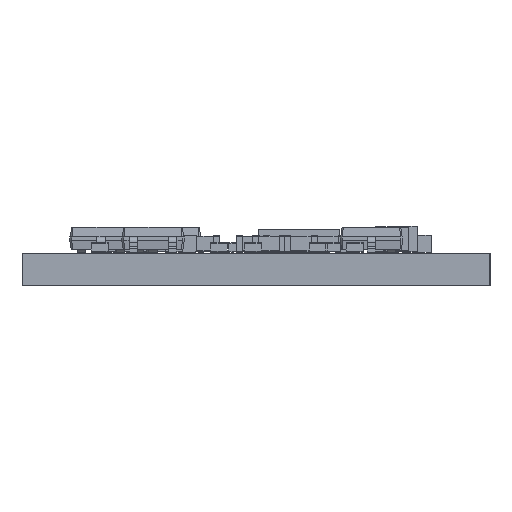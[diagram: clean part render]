
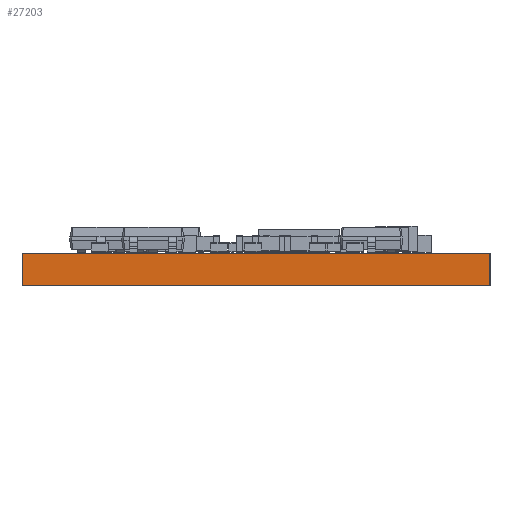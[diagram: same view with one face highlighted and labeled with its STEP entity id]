
A CAD part, left-side view. The second image highlights one B-rep face of the part: STEP entity #27203.
In plain terms, the highlighted planar face has unit normal (-1, 0, 0).
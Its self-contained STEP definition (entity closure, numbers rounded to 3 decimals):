
#27022 = PLANE('',#27023);
#27023 = AXIS2_PLACEMENT_3D('',#27024,#27025,#27026);
#27024 = CARTESIAN_POINT('',(32.5,0.,0.));
#27025 = DIRECTION('',(0.,-1.,0.));
#27026 = DIRECTION('',(-1.,0.,0.));
#27047 = VERTEX_POINT('',#27048);
#27048 = CARTESIAN_POINT('',(0.,0.,1.58));
#27062 = PLANE('',#27063);
#27063 = AXIS2_PLACEMENT_3D('',#27064,#27065,#27066);
#27064 = CARTESIAN_POINT('',(16.25,11.25,1.58));
#27065 = DIRECTION('',(-0.,-0.,-1.));
#27066 = DIRECTION('',(-1.,0.,0.));
#27074 = EDGE_CURVE('',#27075,#27047,#27077,.T.);
#27075 = VERTEX_POINT('',#27076);
#27076 = CARTESIAN_POINT('',(0.,-0.,0.));
#27077 = SURFACE_CURVE('',#27078,(#27082,#27089),.PCURVE_S1.);
#27078 = LINE('',#27079,#27080);
#27079 = CARTESIAN_POINT('',(0.,-0.,0.));
#27080 = VECTOR('',#27081,1.);
#27081 = DIRECTION('',(0.,0.,1.));
#27082 = PCURVE('',#27022,#27083);
#27083 = DEFINITIONAL_REPRESENTATION('',(#27084),#27088);
#27084 = LINE('',#27085,#27086);
#27085 = CARTESIAN_POINT('',(32.5,0.));
#27086 = VECTOR('',#27087,1.);
#27087 = DIRECTION('',(0.,-1.));
#27088 = ( GEOMETRIC_REPRESENTATION_CONTEXT(2) 
PARAMETRIC_REPRESENTATION_CONTEXT() REPRESENTATION_CONTEXT('2D SPACE',''
  ) );
#27089 = PCURVE('',#27090,#27095);
#27090 = PLANE('',#27091);
#27091 = AXIS2_PLACEMENT_3D('',#27092,#27093,#27094);
#27092 = CARTESIAN_POINT('',(0.,0.,0.));
#27093 = DIRECTION('',(-1.,0.,0.));
#27094 = DIRECTION('',(0.,1.,0.));
#27095 = DEFINITIONAL_REPRESENTATION('',(#27096),#27100);
#27096 = LINE('',#27097,#27098);
#27097 = CARTESIAN_POINT('',(0.,0.));
#27098 = VECTOR('',#27099,1.);
#27099 = DIRECTION('',(0.,-1.));
#27100 = ( GEOMETRIC_REPRESENTATION_CONTEXT(2) 
PARAMETRIC_REPRESENTATION_CONTEXT() REPRESENTATION_CONTEXT('2D SPACE',''
  ) );
#27116 = PLANE('',#27117);
#27117 = AXIS2_PLACEMENT_3D('',#27118,#27119,#27120);
#27118 = CARTESIAN_POINT('',(16.25,11.25,0.));
#27119 = DIRECTION('',(-0.,-0.,-1.));
#27120 = DIRECTION('',(-1.,0.,0.));
#27149 = PLANE('',#27150);
#27150 = AXIS2_PLACEMENT_3D('',#27151,#27152,#27153);
#27151 = CARTESIAN_POINT('',(0.,22.5,0.));
#27152 = DIRECTION('',(0.,1.,0.));
#27153 = DIRECTION('',(1.,0.,0.));
#27203 = ADVANCED_FACE('',(#27204),#27090,.T.);
#27204 = FACE_BOUND('',#27205,.T.);
#27205 = EDGE_LOOP('',(#27206,#27207,#27230,#27253));
#27206 = ORIENTED_EDGE('',*,*,#27074,.T.);
#27207 = ORIENTED_EDGE('',*,*,#27208,.T.);
#27208 = EDGE_CURVE('',#27047,#27209,#27211,.T.);
#27209 = VERTEX_POINT('',#27210);
#27210 = CARTESIAN_POINT('',(0.,22.5,1.58));
#27211 = SURFACE_CURVE('',#27212,(#27216,#27223),.PCURVE_S1.);
#27212 = LINE('',#27213,#27214);
#27213 = CARTESIAN_POINT('',(0.,0.,1.58));
#27214 = VECTOR('',#27215,1.);
#27215 = DIRECTION('',(0.,1.,0.));
#27216 = PCURVE('',#27090,#27217);
#27217 = DEFINITIONAL_REPRESENTATION('',(#27218),#27222);
#27218 = LINE('',#27219,#27220);
#27219 = CARTESIAN_POINT('',(0.,-1.58));
#27220 = VECTOR('',#27221,1.);
#27221 = DIRECTION('',(1.,0.));
#27222 = ( GEOMETRIC_REPRESENTATION_CONTEXT(2) 
PARAMETRIC_REPRESENTATION_CONTEXT() REPRESENTATION_CONTEXT('2D SPACE',''
  ) );
#27223 = PCURVE('',#27062,#27224);
#27224 = DEFINITIONAL_REPRESENTATION('',(#27225),#27229);
#27225 = LINE('',#27226,#27227);
#27226 = CARTESIAN_POINT('',(16.25,-11.25));
#27227 = VECTOR('',#27228,1.);
#27228 = DIRECTION('',(0.,1.));
#27229 = ( GEOMETRIC_REPRESENTATION_CONTEXT(2) 
PARAMETRIC_REPRESENTATION_CONTEXT() REPRESENTATION_CONTEXT('2D SPACE',''
  ) );
#27230 = ORIENTED_EDGE('',*,*,#27231,.F.);
#27231 = EDGE_CURVE('',#27232,#27209,#27234,.T.);
#27232 = VERTEX_POINT('',#27233);
#27233 = CARTESIAN_POINT('',(0.,22.5,0.));
#27234 = SURFACE_CURVE('',#27235,(#27239,#27246),.PCURVE_S1.);
#27235 = LINE('',#27236,#27237);
#27236 = CARTESIAN_POINT('',(0.,22.5,0.));
#27237 = VECTOR('',#27238,1.);
#27238 = DIRECTION('',(0.,0.,1.));
#27239 = PCURVE('',#27090,#27240);
#27240 = DEFINITIONAL_REPRESENTATION('',(#27241),#27245);
#27241 = LINE('',#27242,#27243);
#27242 = CARTESIAN_POINT('',(22.5,0.));
#27243 = VECTOR('',#27244,1.);
#27244 = DIRECTION('',(0.,-1.));
#27245 = ( GEOMETRIC_REPRESENTATION_CONTEXT(2) 
PARAMETRIC_REPRESENTATION_CONTEXT() REPRESENTATION_CONTEXT('2D SPACE',''
  ) );
#27246 = PCURVE('',#27149,#27247);
#27247 = DEFINITIONAL_REPRESENTATION('',(#27248),#27252);
#27248 = LINE('',#27249,#27250);
#27249 = CARTESIAN_POINT('',(0.,0.));
#27250 = VECTOR('',#27251,1.);
#27251 = DIRECTION('',(0.,-1.));
#27252 = ( GEOMETRIC_REPRESENTATION_CONTEXT(2) 
PARAMETRIC_REPRESENTATION_CONTEXT() REPRESENTATION_CONTEXT('2D SPACE',''
  ) );
#27253 = ORIENTED_EDGE('',*,*,#27254,.F.);
#27254 = EDGE_CURVE('',#27075,#27232,#27255,.T.);
#27255 = SURFACE_CURVE('',#27256,(#27260,#27267),.PCURVE_S1.);
#27256 = LINE('',#27257,#27258);
#27257 = CARTESIAN_POINT('',(0.,-0.,0.));
#27258 = VECTOR('',#27259,1.);
#27259 = DIRECTION('',(0.,1.,0.));
#27260 = PCURVE('',#27090,#27261);
#27261 = DEFINITIONAL_REPRESENTATION('',(#27262),#27266);
#27262 = LINE('',#27263,#27264);
#27263 = CARTESIAN_POINT('',(0.,0.));
#27264 = VECTOR('',#27265,1.);
#27265 = DIRECTION('',(1.,0.));
#27266 = ( GEOMETRIC_REPRESENTATION_CONTEXT(2) 
PARAMETRIC_REPRESENTATION_CONTEXT() REPRESENTATION_CONTEXT('2D SPACE',''
  ) );
#27267 = PCURVE('',#27116,#27268);
#27268 = DEFINITIONAL_REPRESENTATION('',(#27269),#27273);
#27269 = LINE('',#27270,#27271);
#27270 = CARTESIAN_POINT('',(16.25,-11.25));
#27271 = VECTOR('',#27272,1.);
#27272 = DIRECTION('',(0.,1.));
#27273 = ( GEOMETRIC_REPRESENTATION_CONTEXT(2) 
PARAMETRIC_REPRESENTATION_CONTEXT() REPRESENTATION_CONTEXT('2D SPACE',''
  ) );
